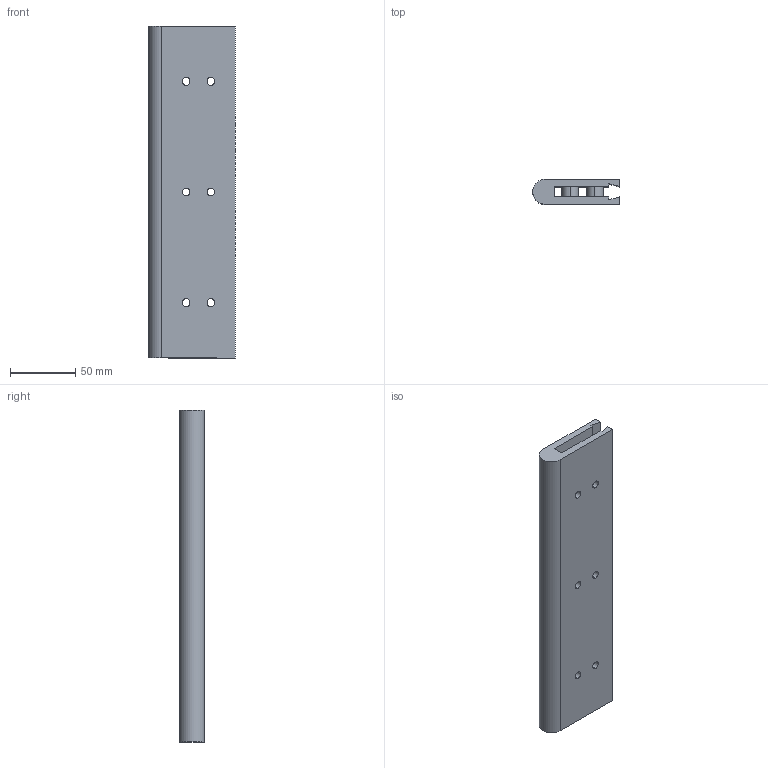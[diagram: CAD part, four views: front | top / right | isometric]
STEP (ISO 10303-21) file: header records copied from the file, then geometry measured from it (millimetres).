
FILE_DESCRIPTION (( 'STEP AP214' ), '1' );
FILE_NAME ('Rexnord-S0905-S0905-656291.STEP', '2019-01-09T10:40:16', ( '' ), ( '' ), 'SwSTEP 2.0', 'SolidWorks 2018', '' );
FILE_SCHEMA (( 'AUTOMOTIVE_DESIGN' ));
Length unit declared in the file: millimetre
Products named in the file (2): 656291; Rexnord-S0905-S0905-656291
Assembly tree (1 placements, depth 2):
  Rexnord-S0905-S0905-656291
    656291
Bounding box: 66.5 x 19.1 x 255 mm (x, y, z)
Volume: 210373.7 mm3; surface area: 72146.3 mm2
Topology: 1 solids, 1 shells, 38 faces, 108 edges, 72 vertices
Faces by surface type: cylinder 25, plane 13
Entity records: 1376 total; most frequent: DIRECTION 242, CARTESIAN_POINT 222, ORIENTED_EDGE 216, EDGE_CURVE 108, AXIS2_PLACEMENT_3D 92, VERTEX_POINT 72, EDGE_LOOP 62, VECTOR 58
